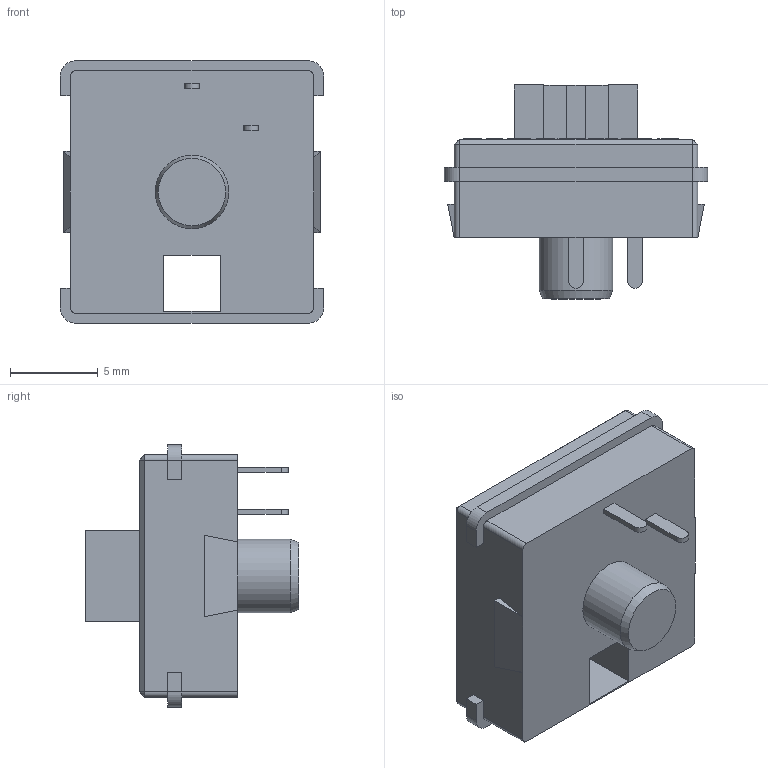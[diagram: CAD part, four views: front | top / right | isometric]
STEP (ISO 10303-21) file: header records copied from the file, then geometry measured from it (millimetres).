
FILE_DESCRIPTION(('HOOPS Exchange Step'),'2;1');
FILE_NAME('d39453616cbb53b08f1b8543d03b123c20230416-1-kn8kbk.SLDPRT.step','2023-04-16T17:12:10+00:00',('root'),('Unknown organisation'),'HOOPS Exchange 2021.0','HOOPS Exchange','Unknown authorisation');
FILE_SCHEMA( ('AUTOMOTIVE_DESIGN { 1 0 10303 214 1 1 1 1 }') );
Length unit declared in the file: millimetre
Products named in the file (2): Default; d39453616cbb53b08f1b8543d03b123c20230416-1-kn8kbk
Assembly tree (1 placements, depth 2):
  d39453616cbb53b08f1b8543d03b123c20230416-1-kn8kbk
    Default
Bounding box: 15.04 x 12.22 x 14.99 mm (x, y, z)
Volume: 1131.7 mm3; surface area: 991.1 mm2
Topology: 1 solids, 1 shells, 210 faces, 564 edges, 370 vertices
Faces by surface type: plane 156, extrusion 34, cylinder 15, cone 5
Full cylindrical faces by diameter (mm): 4.2 x1
Entity records: 8210 total; most frequent: CARTESIAN_POINT 3003, ORIENTED_EDGE 1120, DIRECTION 918, EDGE_CURVE 560, VECTOR 492, LINE 458, VERTEX_POINT 370, EDGE_LOOP 230
